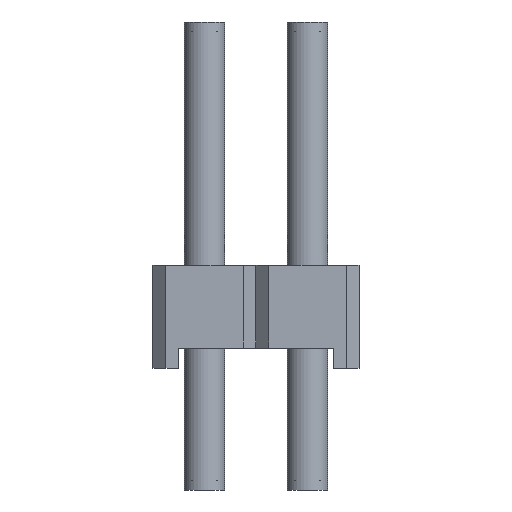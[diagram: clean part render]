
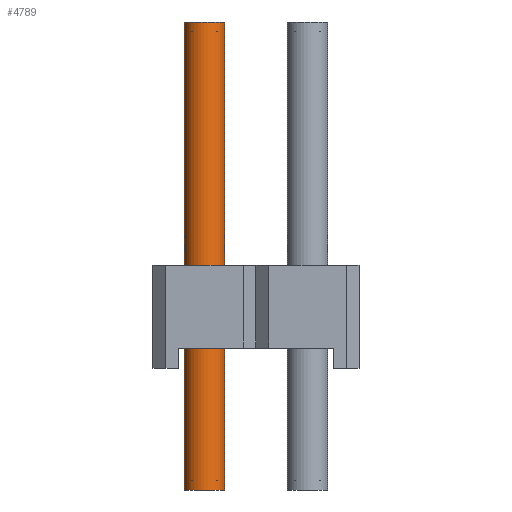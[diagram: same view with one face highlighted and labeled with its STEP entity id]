
A CAD part, left-side view. The second image highlights one B-rep face of the part: STEP entity #4789.
In plain terms, the highlighted cylindrical face has radius 0.5 mm (diameter 1 mm), a full revolution.
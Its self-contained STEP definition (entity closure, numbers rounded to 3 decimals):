
#2664=ORIENTED_EDGE('',*,*,#3344,.F.);
#2665=ORIENTED_EDGE('',*,*,#3345,.T.);
#3344=EDGE_CURVE('',#3798,#3798,#3944,.T.);
#3345=EDGE_CURVE('',#3799,#3799,#3945,.T.);
#3798=VERTEX_POINT('',#7945);
#3799=VERTEX_POINT('',#7947);
#3944=CIRCLE('',#5217,0.5);
#3945=CIRCLE('',#5218,0.5);
#4212=EDGE_LOOP('',(#2664));
#4213=EDGE_LOOP('',(#2665));
#4480=FACE_BOUND('',#4212,.T.);
#4481=FACE_BOUND('',#4213,.T.);
#4558=CYLINDRICAL_SURFACE('',#5216,0.5);
#4789=ADVANCED_FACE('',(#4480,#4481),#4558,.F.);
#5216=AXIS2_PLACEMENT_3D('',#7943,#6539,#6540);
#5217=AXIS2_PLACEMENT_3D('',#7944,#6541,#6542);
#5218=AXIS2_PLACEMENT_3D('',#7946,#6543,#6544);
#6539=DIRECTION('',(0.,0.,1.));
#6540=DIRECTION('',(1.,0.,0.));
#6541=DIRECTION('',(0.,0.,-1.));
#6542=DIRECTION('',(1.,0.,0.));
#6543=DIRECTION('',(0.,0.,-1.));
#6544=DIRECTION('',(1.,0.,0.));
#7943=CARTESIAN_POINT('',(0.,0.,0.));
#7944=CARTESIAN_POINT('',(0.,0.,11.54));
#7945=CARTESIAN_POINT('',(0.5,0.,11.54));
#7946=CARTESIAN_POINT('',(0.,0.,0.));
#7947=CARTESIAN_POINT('',(0.5,0.,0.));
